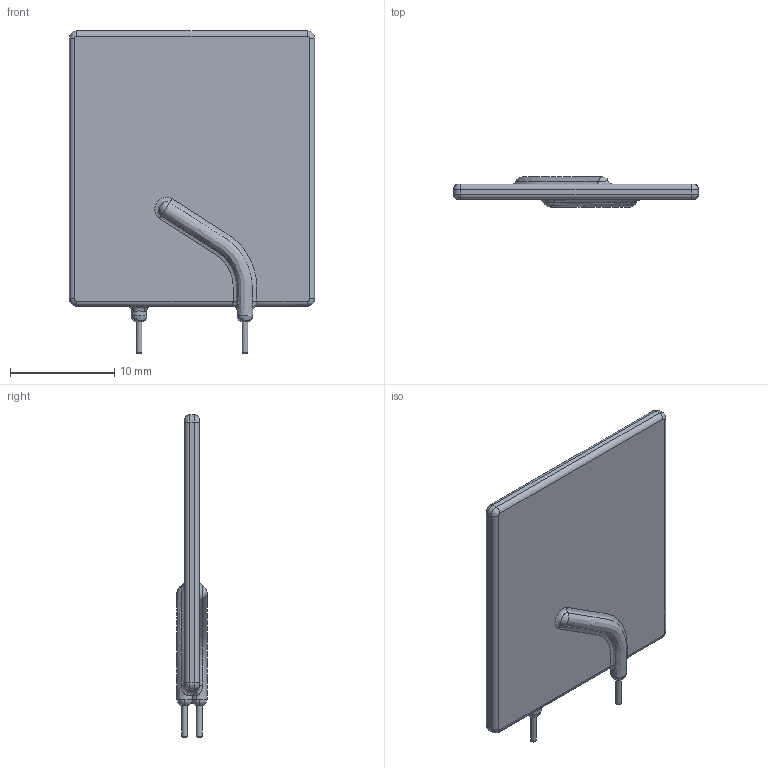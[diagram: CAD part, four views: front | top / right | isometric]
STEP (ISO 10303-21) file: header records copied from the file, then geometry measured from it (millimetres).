
FILE_DESCRIPTION(/* description */ ('Unknown'),/* implementation_level */ '2;1');
FILE_NAME(/* name */ 'RGEF1400 v3.step',/* time_stamp */ '2024-08-29T21:43:38+05:30',/* author */ (''),/* organization */ (''),/* preprocessor_version */ 'ST-DEVELOPER v20',/* originating_system */ 'Autodesk Translation Framework v13.14.0.145',/* authorisation */ '');
FILE_SCHEMA (('AUTOMOTIVE_DESIGN { 1 0 10303 214 3 1 1 }'));
Length unit declared in the file: millimetre
Products named in the file (1): RGEF1400
Bounding box: 23.5 x 2.9 x 30.89 mm (x, y, z)
Volume: 919.5 mm3; surface area: 1380.9 mm2
Topology: 1 solids, 1 shells, 62 faces, 144 edges, 84 vertices
Faces by surface type: bspline 34, cylinder 16, plane 10, torus 2
Full cylindrical faces by diameter (mm): 0.55 x2
Entity records: 5365 total; most frequent: CARTESIAN_POINT 4051, ORIENTED_EDGE 288, DIRECTION 214, EDGE_CURVE 144, AXIS2_PLACEMENT_3D 91, VERTEX_POINT 84, FACE_OUTER_BOUND 62, EDGE_LOOP 62
